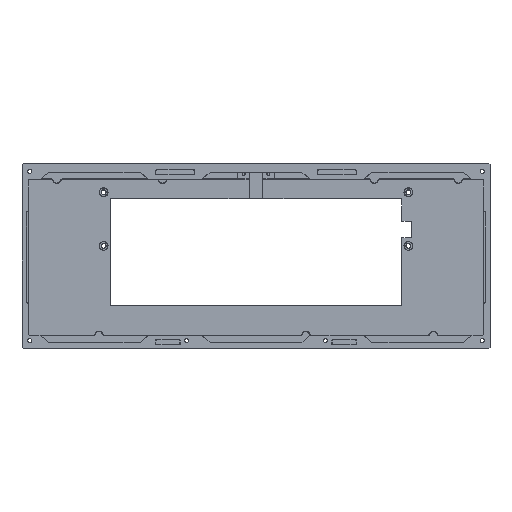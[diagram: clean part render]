
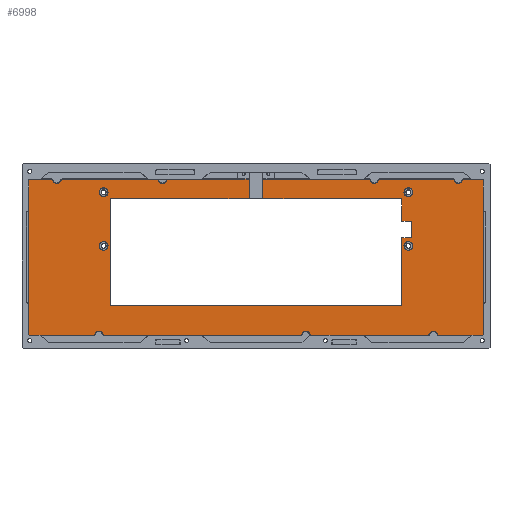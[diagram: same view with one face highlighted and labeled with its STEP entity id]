
A CAD part, top view. The second image highlights one B-rep face of the part: STEP entity #6998.
In plain terms, the highlighted planar face has unit normal (0, 0, 1).
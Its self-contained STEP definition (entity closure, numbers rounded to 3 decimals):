
#97=FACE_BOUND('',#988,.T.);
#98=FACE_BOUND('',#989,.T.);
#99=FACE_BOUND('',#990,.T.);
#100=FACE_BOUND('',#991,.T.);
#270=PLANE('',#7554);
#558=FACE_OUTER_BOUND('',#987,.T.);
#987=EDGE_LOOP('',(#5282,#5283,#5284,#5285,#5286,#5287,#5288,#5289,#5290,
#5291,#5292,#5293,#5294,#5295,#5296,#5297,#5298,#5299,#5300,#5301,#5302));
#988=EDGE_LOOP('',(#5303));
#989=EDGE_LOOP('',(#5304));
#990=EDGE_LOOP('',(#5305));
#991=EDGE_LOOP('',(#5306));
#1442=LINE('',#10494,#2155);
#1526=LINE('',#10717,#2239);
#1551=LINE('',#10793,#2264);
#1552=LINE('',#10795,#2265);
#1553=LINE('',#10797,#2266);
#1554=LINE('',#10798,#2267);
#1555=LINE('',#10800,#2268);
#1556=LINE('',#10802,#2269);
#1557=LINE('',#10803,#2270);
#1558=LINE('',#10805,#2271);
#1559=LINE('',#10807,#2272);
#1560=LINE('',#10809,#2273);
#1561=LINE('',#10811,#2274);
#1562=LINE('',#10813,#2275);
#1563=LINE('',#10815,#2276);
#1564=LINE('',#10817,#2277);
#1565=LINE('',#10819,#2278);
#1566=LINE('',#10821,#2279);
#1567=LINE('',#10823,#2280);
#1568=LINE('',#10825,#2281);
#1569=LINE('',#10826,#2282);
#2155=VECTOR('',#8359,10.);
#2239=VECTOR('',#8597,10.);
#2264=VECTOR('',#8680,10.);
#2265=VECTOR('',#8681,10.);
#2266=VECTOR('',#8682,10.);
#2267=VECTOR('',#8683,10.);
#2268=VECTOR('',#8684,10.);
#2269=VECTOR('',#8685,10.);
#2270=VECTOR('',#8686,10.);
#2271=VECTOR('',#8687,10.);
#2272=VECTOR('',#8688,10.);
#2273=VECTOR('',#8689,10.);
#2274=VECTOR('',#8690,10.);
#2275=VECTOR('',#8691,10.);
#2276=VECTOR('',#8692,10.);
#2277=VECTOR('',#8693,10.);
#2278=VECTOR('',#8694,10.);
#2279=VECTOR('',#8695,10.);
#2280=VECTOR('',#8696,10.);
#2281=VECTOR('',#8697,10.);
#2282=VECTOR('',#8698,10.);
#2877=CIRCLE('',#7551,3.35);
#2880=CIRCLE('',#7555,3.35);
#2881=CIRCLE('',#7556,3.35);
#2882=CIRCLE('',#7557,3.35);
#3202=VERTEX_POINT('',#10491);
#3203=VERTEX_POINT('',#10493);
#3264=VERTEX_POINT('',#10714);
#3265=VERTEX_POINT('',#10716);
#3283=VERTEX_POINT('',#10783);
#3286=VERTEX_POINT('',#10791);
#3287=VERTEX_POINT('',#10792);
#3288=VERTEX_POINT('',#10794);
#3289=VERTEX_POINT('',#10796);
#3290=VERTEX_POINT('',#10799);
#3291=VERTEX_POINT('',#10801);
#3292=VERTEX_POINT('',#10804);
#3293=VERTEX_POINT('',#10806);
#3294=VERTEX_POINT('',#10808);
#3295=VERTEX_POINT('',#10810);
#3296=VERTEX_POINT('',#10812);
#3297=VERTEX_POINT('',#10814);
#3298=VERTEX_POINT('',#10816);
#3299=VERTEX_POINT('',#10818);
#3300=VERTEX_POINT('',#10820);
#3301=VERTEX_POINT('',#10822);
#3302=VERTEX_POINT('',#10824);
#3303=VERTEX_POINT('',#10827);
#3304=VERTEX_POINT('',#10829);
#3305=VERTEX_POINT('',#10831);
#3890=EDGE_CURVE('',#3203,#3202,#1442,.T.);
#4002=EDGE_CURVE('',#3265,#3264,#1526,.T.);
#4035=EDGE_CURVE('',#3283,#3283,#2877,.T.);
#4039=EDGE_CURVE('',#3286,#3287,#1551,.T.);
#4040=EDGE_CURVE('',#3286,#3288,#1552,.T.);
#4041=EDGE_CURVE('',#3288,#3289,#1553,.T.);
#4042=EDGE_CURVE('',#3289,#3203,#1554,.T.);
#4043=EDGE_CURVE('',#3202,#3290,#1555,.T.);
#4044=EDGE_CURVE('',#3290,#3291,#1556,.T.);
#4045=EDGE_CURVE('',#3291,#3265,#1557,.T.);
#4046=EDGE_CURVE('',#3264,#3292,#1558,.T.);
#4047=EDGE_CURVE('',#3292,#3293,#1559,.T.);
#4048=EDGE_CURVE('',#3294,#3293,#1560,.T.);
#4049=EDGE_CURVE('',#3294,#3295,#1561,.T.);
#4050=EDGE_CURVE('',#3296,#3295,#1562,.T.);
#4051=EDGE_CURVE('',#3297,#3296,#1563,.T.);
#4052=EDGE_CURVE('',#3297,#3298,#1564,.T.);
#4053=EDGE_CURVE('',#3298,#3299,#1565,.T.);
#4054=EDGE_CURVE('',#3300,#3299,#1566,.T.);
#4055=EDGE_CURVE('',#3300,#3301,#1567,.T.);
#4056=EDGE_CURVE('',#3302,#3301,#1568,.T.);
#4057=EDGE_CURVE('',#3302,#3287,#1569,.T.);
#4058=EDGE_CURVE('',#3303,#3303,#2880,.T.);
#4059=EDGE_CURVE('',#3304,#3304,#2881,.T.);
#4060=EDGE_CURVE('',#3305,#3305,#2882,.T.);
#5282=ORIENTED_EDGE('',*,*,#4039,.F.);
#5283=ORIENTED_EDGE('',*,*,#4040,.T.);
#5284=ORIENTED_EDGE('',*,*,#4041,.T.);
#5285=ORIENTED_EDGE('',*,*,#4042,.T.);
#5286=ORIENTED_EDGE('',*,*,#3890,.T.);
#5287=ORIENTED_EDGE('',*,*,#4043,.T.);
#5288=ORIENTED_EDGE('',*,*,#4044,.T.);
#5289=ORIENTED_EDGE('',*,*,#4045,.T.);
#5290=ORIENTED_EDGE('',*,*,#4002,.T.);
#5291=ORIENTED_EDGE('',*,*,#4046,.T.);
#5292=ORIENTED_EDGE('',*,*,#4047,.T.);
#5293=ORIENTED_EDGE('',*,*,#4048,.F.);
#5294=ORIENTED_EDGE('',*,*,#4049,.T.);
#5295=ORIENTED_EDGE('',*,*,#4050,.F.);
#5296=ORIENTED_EDGE('',*,*,#4051,.F.);
#5297=ORIENTED_EDGE('',*,*,#4052,.T.);
#5298=ORIENTED_EDGE('',*,*,#4053,.T.);
#5299=ORIENTED_EDGE('',*,*,#4054,.F.);
#5300=ORIENTED_EDGE('',*,*,#4055,.T.);
#5301=ORIENTED_EDGE('',*,*,#4056,.F.);
#5302=ORIENTED_EDGE('',*,*,#4057,.T.);
#5303=ORIENTED_EDGE('',*,*,#4058,.F.);
#5304=ORIENTED_EDGE('',*,*,#4059,.F.);
#5305=ORIENTED_EDGE('',*,*,#4060,.F.);
#5306=ORIENTED_EDGE('',*,*,#4035,.F.);
#6998=ADVANCED_FACE('',(#558,#97,#98,#99,#100),#270,.T.);
#7551=AXIS2_PLACEMENT_3D('',#10784,#8671,#8672);
#7554=AXIS2_PLACEMENT_3D('',#10790,#8678,#8679);
#7555=AXIS2_PLACEMENT_3D('',#10828,#8699,#8700);
#7556=AXIS2_PLACEMENT_3D('',#10830,#8701,#8702);
#7557=AXIS2_PLACEMENT_3D('',#10832,#8703,#8704);
#8359=DIRECTION('',(0.,-1.,0.));
#8597=DIRECTION('',(0.,1.,0.));
#8671=DIRECTION('center_axis',(0.,0.,1.));
#8672=DIRECTION('ref_axis',(-1.,0.,0.));
#8678=DIRECTION('center_axis',(0.,0.,1.));
#8679=DIRECTION('ref_axis',(0.,1.,0.));
#8680=DIRECTION('',(0.,-1.,0.));
#8681=DIRECTION('',(-1.,0.,0.));
#8682=DIRECTION('',(-1.,0.,0.));
#8683=DIRECTION('',(-0.707,-0.707,0.));
#8684=DIRECTION('',(0.707,-0.707,0.));
#8685=DIRECTION('',(1.,0.,0.));
#8686=DIRECTION('',(0.707,0.707,0.));
#8687=DIRECTION('',(-0.707,0.707,0.));
#8688=DIRECTION('',(-1.,0.,0.));
#8689=DIRECTION('',(0.,1.,0.));
#8690=DIRECTION('',(1.,0.,0.));
#8691=DIRECTION('',(0.,1.,0.));
#8692=DIRECTION('',(-1.,0.,0.));
#8693=DIRECTION('',(0.,-1.,0.));
#8694=DIRECTION('',(-1.,0.,0.));
#8695=DIRECTION('',(0.,1.,0.));
#8696=DIRECTION('',(-1.,0.,0.));
#8697=DIRECTION('',(0.,-1.,0.));
#8698=DIRECTION('',(1.,0.,0.));
#8699=DIRECTION('center_axis',(0.,0.,1.));
#8700=DIRECTION('ref_axis',(-1.,0.,0.));
#8701=DIRECTION('center_axis',(0.,0.,1.));
#8702=DIRECTION('ref_axis',(-1.,0.,0.));
#8703=DIRECTION('center_axis',(0.,0.,1.));
#8704=DIRECTION('ref_axis',(-1.,0.,0.));
#10491=CARTESIAN_POINT('',(-174.081,-59.281,-9.));
#10493=CARTESIAN_POINT('',(-174.081,59.281,-9.));
#10494=CARTESIAN_POINT('',(-174.081,40.231,-9.));
#10714=CARTESIAN_POINT('',(174.081,59.281,-9.));
#10716=CARTESIAN_POINT('',(174.081,-59.281,-9.));
#10717=CARTESIAN_POINT('',(174.081,-40.231,-9.));
#10783=CARTESIAN_POINT('',(-113.231,49.788,-9.));
#10784=CARTESIAN_POINT('Origin',(-116.581,49.788,-9.));
#10790=CARTESIAN_POINT('Origin',(179.081,-69.781,-9.));
#10791=CARTESIAN_POINT('',(-5.25,59.781,-9.));
#10792=CARTESIAN_POINT('',(-5.25,44.788,-9.));
#10793=CARTESIAN_POINT('',(-5.25,-25.416,-9.));
#10794=CARTESIAN_POINT('',(-14.,59.781,-9.));
#10795=CARTESIAN_POINT('',(82.541,59.781,-9.));
#10796=CARTESIAN_POINT('',(-173.581,59.781,-9.));
#10797=CARTESIAN_POINT('',(174.081,59.781,-9.));
#10798=CARTESIAN_POINT('',(-117.931,115.431,-9.));
#10799=CARTESIAN_POINT('',(-173.581,-59.781,-9.));
#10800=CARTESIAN_POINT('',(-83.041,-150.322,-9.));
#10801=CARTESIAN_POINT('',(173.581,-59.781,-9.));
#10802=CARTESIAN_POINT('',(-174.081,-59.781,-9.));
#10803=CARTESIAN_POINT('',(172.581,-60.781,-9.));
#10804=CARTESIAN_POINT('',(173.581,59.781,-9.));
#10805=CARTESIAN_POINT('',(207.472,25.891,-9.));
#10806=CARTESIAN_POINT('',(5.25,59.781,-9.));
#10807=CARTESIAN_POINT('',(92.041,59.781,-9.));
#10808=CARTESIAN_POINT('',(5.25,44.788,-9.));
#10809=CARTESIAN_POINT('',(5.25,-25.416,-9.));
#10810=CARTESIAN_POINT('',(111.581,44.788,-9.));
#10811=CARTESIAN_POINT('',(-111.581,44.788,-9.));
#10812=CARTESIAN_POINT('',(111.581,27.45,-9.));
#10813=CARTESIAN_POINT('',(111.581,52.788,-9.));
#10814=CARTESIAN_POINT('',(119.,27.45,-9.));
#10815=CARTESIAN_POINT('',(92.041,27.45,-9.));
#10816=CARTESIAN_POINT('',(119.,14.95,-9.));
#10817=CARTESIAN_POINT('',(119.,-25.416,-9.));
#10818=CARTESIAN_POINT('',(111.581,14.95,-9.));
#10819=CARTESIAN_POINT('',(146.541,14.95,-9.));
#10820=CARTESIAN_POINT('',(111.581,-37.212,-9.));
#10821=CARTESIAN_POINT('',(111.581,52.788,-9.));
#10822=CARTESIAN_POINT('',(-111.581,-37.212,-9.));
#10823=CARTESIAN_POINT('',(150.331,-37.212,-9.));
#10824=CARTESIAN_POINT('',(-111.581,44.788,-9.));
#10825=CARTESIAN_POINT('',(-111.581,52.788,-9.));
#10826=CARTESIAN_POINT('',(-111.581,44.788,-9.));
#10827=CARTESIAN_POINT('',(-113.231,8.788,-9.));
#10828=CARTESIAN_POINT('Origin',(-116.581,8.788,-9.));
#10829=CARTESIAN_POINT('',(119.931,49.788,-9.));
#10830=CARTESIAN_POINT('Origin',(116.581,49.788,-9.));
#10831=CARTESIAN_POINT('',(119.931,8.788,-9.));
#10832=CARTESIAN_POINT('Origin',(116.581,8.788,-9.));
